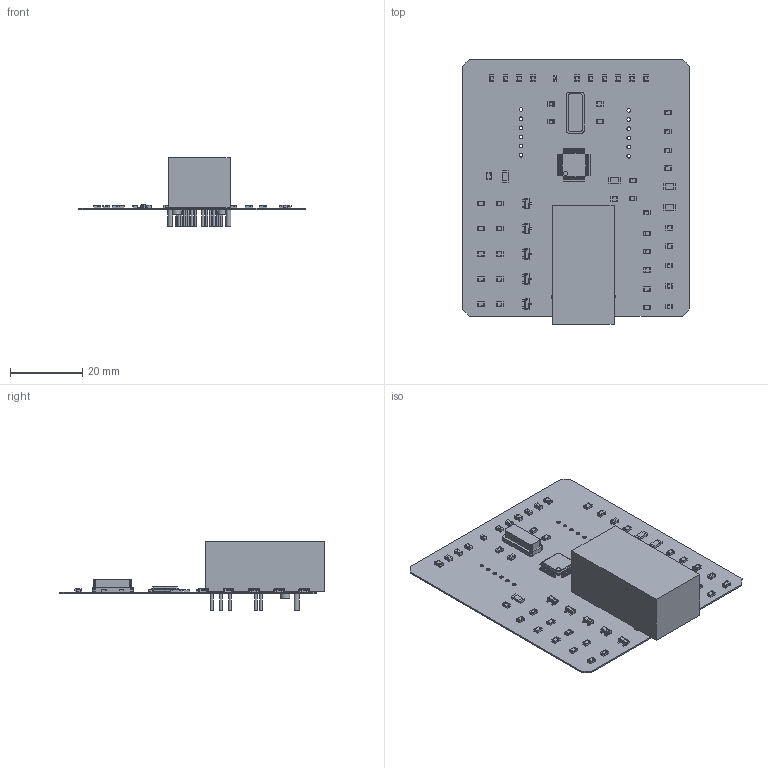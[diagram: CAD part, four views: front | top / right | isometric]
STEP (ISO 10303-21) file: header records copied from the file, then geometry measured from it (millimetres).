
FILE_DESCRIPTION(('Open CASCADE Model'),'2;1');
FILE_NAME('Open CASCADE Shape Model','2022-12-15T13:57:08',('Author'),( 'Open CASCADE'),'Open CASCADE STEP processor 7.5','Open CASCADE 7.5' ,'Unknown');
FILE_SCHEMA(('AUTOMOTIVE_DESIGN { 1 0 10303 214 1 1 1 1 }'));
Length unit declared in the file: millimetre
Products named in the file (93): PCB; Board; Open CASCADE STEP translator 7.5 2.1.1; Y1; 6024891904; Extruded; 6024891824; RY; Res_TE_Connectivity_CPF0805B66R5E1_eec; 1; 2; 3; TE connectivity Logo 1 (2); RLL5; RLL4; RLL3; RLL2; RLL1; RLH5; RLH4; RLH3; RLH2; RLH1; RJ45; 6024909664; Body; Lugs; Leads; RG; R_MH4; R_MH3; R15; R14; R13; R12; R11; R10; 6024890784; 6024891024; R9 ...
Assembly tree (180 placements, depth 4):
  PCB
    Board
      Open CASCADE STEP translator 7.5 2.1.1
    Y1
      6024891904
        Extruded
      6024891824
        Extruded
    RY
      Res_TE_Connectivity_CPF0805B66R5E1_eec
        1
        2
        3
        TE connectivity Logo 1 (2)
    RLL5
      Res_TE_Connectivity_CPF0805B66R5E1_eec
        1
        2
        3
        TE connectivity Logo 1 (2)
    RLL4
      Res_TE_Connectivity_CPF0805B66R5E1_eec
        1
        2
        3
        TE connectivity Logo 1 (2)
    RLL3
      Res_TE_Connectivity_CPF0805B66R5E1_eec
        1
        2
        3
        TE connectivity Logo 1 (2)
    RLL2
      Res_TE_Connectivity_CPF0805B66R5E1_eec
        1
        2
        3
        TE connectivity Logo 1 (2)
    RLL1
      Res_TE_Connectivity_CPF0805B66R5E1_eec
        1
        2
        3
        TE connectivity Logo 1 (2)
    RLH5
      Res_TE_Connectivity_CPF0805B66R5E1_eec
        1
        2
        3
        TE connectivity Logo 1 (2)
    RLH4
      Res_TE_Connectivity_CPF0805B66R5E1_eec
        1
        2
        3
        TE connectivity Logo 1 (2)
    RLH3
      Res_TE_Connectivity_CPF0805B66R5E1_eec
        1
        2
Bounding box: 62.87 x 73.38 x 18.97 mm (x, y, z)
Volume: 10070.3 mm3; surface area: 13295.4 mm2
Topology: 682 solids, 682 shells, 10557 faces, 39238 edges, 42181 vertices
Faces by surface type: plane 4792, bspline 4011, cylinder 1413, sphere 336, torus 5
Full cylindrical faces by diameter (mm): 0.14 x5, 0.192 x5, 0.69 x16, 0.7 x3, 0.82 x4, 0.89 x16, 1.02 x16, 1.37 x2, 1.57 x2, 2.6 x2, 2.8 x2
Entity records: 67816 total; most frequent: CARTESIAN_POINT 19552, ORIENTED_EDGE 9514, DIRECTION 7924, EDGE_CURVE 4757, VERTEX_POINT 3135, LINE 3064, VECTOR 3064, AXIS2_PLACEMENT_3D 2430
